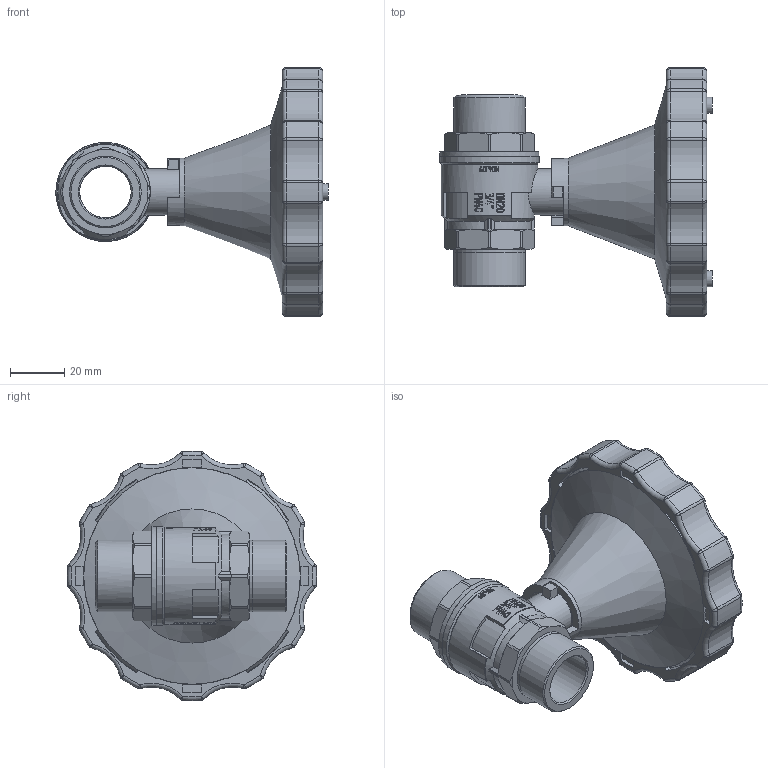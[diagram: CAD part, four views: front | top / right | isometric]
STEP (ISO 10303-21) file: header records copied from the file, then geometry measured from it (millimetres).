
FILE_DESCRIPTION(/* description */ ('Unknown'),/* implementation_level */ '2;1');
FILE_NAME(/* name */ '692-05',/* time_stamp */ '2022-06-13T12:35:17+02:00',/* author */ ('Unknown'),/* organization */ ('Unknown'),/* preprocessor_version */ 'ST-DEVELOPER v16.7',/* originating_system */ 'Solid Edge',/* authorisation */ 'Unknown');
FILE_SCHEMA (('AUTOMOTIVE_DESIGN {1 0 10303 214 3 1 1}'));
Length unit declared in the file: millimetre
Products named in the file (11): 692-05; 626-3_4-Körper; 626-3_4-Einschraubteil; 626-3_4-Spindel-co_oa_0; 626-3_4-Spindel; 626-3_4-Stopfbuchse; 98000690-05; WDB-03; WDB-01; VT0899433503-02; WDB-02
Assembly tree (10 placements, depth 3):
  692-05
    626-3_4-Körper
    626-3_4-Einschraubteil
    626-3_4-Spindel-co_oa_0
      626-3_4-Spindel
      626-3_4-Stopfbuchse
    98000690-05
      WDB-03
      WDB-01
      VT0899433503-02
      WDB-02
Bounding box: 100.51 x 91.97 x 91.97 mm (x, y, z)
Volume: 132434.9 mm3; surface area: 70014 mm2
Topology: 8 solids, 8 shells, 877 faces, 2208 edges, 1417 vertices
Faces by surface type: plane 349, cylinder 203, bspline 137, cone 83, torus 55, sphere 50
Full cylindrical faces by diameter (mm): 1.5 x1, 6 x2, 6.6 x1, 6.75 x5, 8.9 x2, 9.1 x1, 9.3 x1, 10.5 x1, 12 x1, 12.376 x2, 14 x2, 17 x2, 19 x3, 22.5 x1, 23 x1, 25 x1, 26 x2, 26.441 x3, 30.376 x2, 32 x1, 35.6 x1, 36.6 x2, 76 x1, 80 x3
Entity records: 37898 total; most frequent: CARTESIAN_POINT 15591, ORIENTED_EDGE 4198, DIRECTION 3158, EDGE_CURVE 2099, VERTEX_POINT 1384, AXIS2_PLACEMENT_3D 1341, EDGE_LOOP 1027, FACE_BOUND 1027
